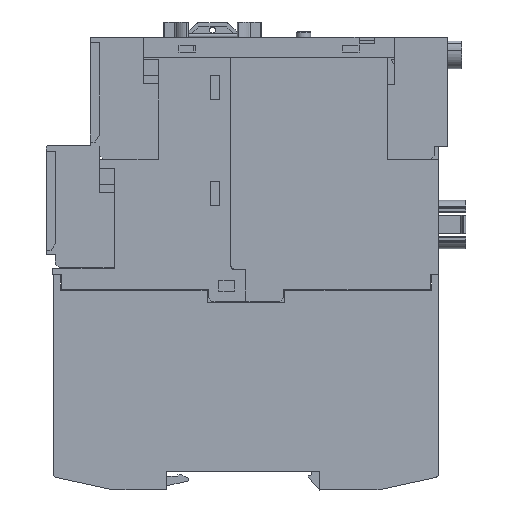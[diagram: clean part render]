
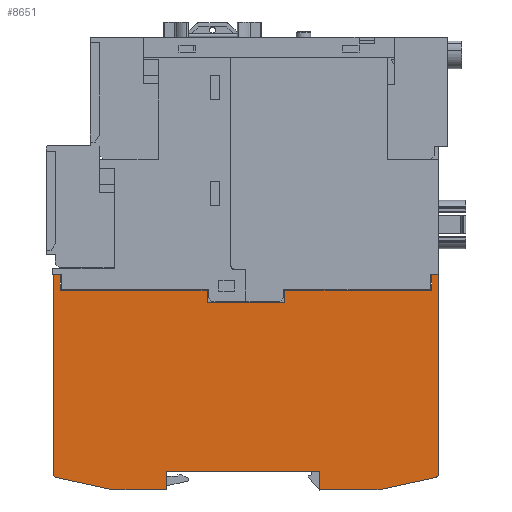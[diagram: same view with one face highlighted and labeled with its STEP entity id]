
A CAD part, left-side view. The second image highlights one B-rep face of the part: STEP entity #8651.
In plain terms, the highlighted planar face has unit normal (-1, 0, 0).
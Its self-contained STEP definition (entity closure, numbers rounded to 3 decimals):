
#8651=ADVANCED_FACE('',(#17948),#17949,.F.);
#17948=FACE_OUTER_BOUND('',#27760,.T.);
#17949=PLANE('',#27761);
#27760=EDGE_LOOP('',(#55620,#55621,#55622,#55623,#55624,#55625,#55626,#55627,#55628,#55629,#55630,#55631,#55632,#55633,#55634,#55635,#55636,#55637,#55638,#55639,#55640,#55641,#55642,#55643));
#27761=AXIS2_PLACEMENT_3D('',#55644,#55645,#55646);
#55620=ORIENTED_EDGE('',*,*,#68635,.T.);
#55621=ORIENTED_EDGE('',*,*,#68592,.T.);
#55622=ORIENTED_EDGE('',*,*,#70295,.T.);
#55623=ORIENTED_EDGE('',*,*,#70296,.T.);
#55624=ORIENTED_EDGE('',*,*,#70297,.T.);
#55625=ORIENTED_EDGE('',*,*,#70298,.T.);
#55626=ORIENTED_EDGE('',*,*,#70299,.T.);
#55627=ORIENTED_EDGE('',*,*,#70300,.T.);
#55628=ORIENTED_EDGE('',*,*,#70301,.T.);
#55629=ORIENTED_EDGE('',*,*,#70302,.T.);
#55630=ORIENTED_EDGE('',*,*,#70303,.T.);
#55631=ORIENTED_EDGE('',*,*,#70304,.T.);
#55632=ORIENTED_EDGE('',*,*,#70305,.T.);
#55633=ORIENTED_EDGE('',*,*,#70306,.F.);
#55634=ORIENTED_EDGE('',*,*,#70307,.T.);
#55635=ORIENTED_EDGE('',*,*,#70308,.T.);
#55636=ORIENTED_EDGE('',*,*,#70309,.T.);
#55637=ORIENTED_EDGE('',*,*,#70310,.T.);
#55638=ORIENTED_EDGE('',*,*,#70311,.T.);
#55639=ORIENTED_EDGE('',*,*,#70312,.T.);
#55640=ORIENTED_EDGE('',*,*,#70313,.T.);
#55641=ORIENTED_EDGE('',*,*,#70314,.F.);
#55642=ORIENTED_EDGE('',*,*,#70315,.T.);
#55643=ORIENTED_EDGE('',*,*,#70291,.T.);
#55644=CARTESIAN_POINT('',(0.1,58.272,28.736));
#55645=DIRECTION('',(1.0,0.0,0.0));
#55646=DIRECTION('',(0.0,0.0,-1.0));
#68592=EDGE_CURVE('',#85065,#85063,#85066,.T.);
#68635=EDGE_CURVE('',#85134,#85065,#85135,.T.);
#70291=EDGE_CURVE('',#87583,#85134,#87584,.T.);
#70295=EDGE_CURVE('',#85063,#87589,#87590,.T.);
#70296=EDGE_CURVE('',#87589,#87591,#87592,.T.);
#70297=EDGE_CURVE('',#87591,#87593,#87594,.T.);
#70298=EDGE_CURVE('',#87593,#87595,#87596,.T.);
#70299=EDGE_CURVE('',#87595,#87597,#87598,.T.);
#70300=EDGE_CURVE('',#87597,#87599,#87600,.T.);
#70301=EDGE_CURVE('',#87599,#87601,#87602,.T.);
#70302=EDGE_CURVE('',#87601,#87603,#87604,.T.);
#70303=EDGE_CURVE('',#87603,#87605,#87606,.T.);
#70304=EDGE_CURVE('',#87605,#87607,#87608,.T.);
#70305=EDGE_CURVE('',#87607,#87609,#87610,.T.);
#70306=EDGE_CURVE('',#87611,#87609,#87612,.T.);
#70307=EDGE_CURVE('',#87611,#87613,#87614,.T.);
#70308=EDGE_CURVE('',#87613,#87615,#87616,.T.);
#70309=EDGE_CURVE('',#87615,#87617,#87618,.T.);
#70310=EDGE_CURVE('',#87617,#87619,#87620,.T.);
#70311=EDGE_CURVE('',#87619,#87621,#87622,.T.);
#70312=EDGE_CURVE('',#87621,#87623,#87624,.T.);
#70313=EDGE_CURVE('',#87623,#87625,#87626,.T.);
#70314=EDGE_CURVE('',#87627,#87625,#87628,.T.);
#70315=EDGE_CURVE('',#87627,#87583,#87629,.T.);
#85063=VERTEX_POINT('',#108964);
#85065=VERTEX_POINT('',#108967);
#85066=LINE('',#108968,#108969);
#85134=VERTEX_POINT('',#109064);
#85135=LINE('',#109065,#109066);
#87583=VERTEX_POINT('',#112540);
#87584=LINE('',#112541,#112542);
#87589=VERTEX_POINT('',#112549);
#87590=LINE('',#112550,#112551);
#87591=VERTEX_POINT('',#112552);
#87592=LINE('',#112553,#112554);
#87593=VERTEX_POINT('',#112555);
#87594=LINE('',#112556,#112557);
#87595=VERTEX_POINT('',#112558);
#87596=LINE('',#112559,#112560);
#87597=VERTEX_POINT('',#112561);
#87598=LINE('',#112562,#112563);
#87599=VERTEX_POINT('',#112564);
#87600=LINE('',#112565,#112566);
#87601=VERTEX_POINT('',#112567);
#87602=LINE('',#112568,#112569);
#87603=VERTEX_POINT('',#112570);
#87604=LINE('',#112571,#112572);
#87605=VERTEX_POINT('',#112573);
#87606=LINE('',#112574,#112575);
#87607=VERTEX_POINT('',#112576);
#87608=LINE('',#112577,#112578);
#87609=VERTEX_POINT('',#112579);
#87610=LINE('',#112580,#112581);
#87611=VERTEX_POINT('',#112582);
#87612=CIRCLE('',#112583,0.8);
#87613=VERTEX_POINT('',#112584);
#87614=LINE('',#112585,#112586);
#87615=VERTEX_POINT('',#112587);
#87616=LINE('',#112588,#112589);
#87617=VERTEX_POINT('',#112590);
#87618=LINE('',#112591,#112592);
#87619=VERTEX_POINT('',#112593);
#87620=LINE('',#112594,#112595);
#87621=VERTEX_POINT('',#112596);
#87622=LINE('',#112597,#112598);
#87623=VERTEX_POINT('',#112599);
#87624=LINE('',#112600,#112601);
#87625=VERTEX_POINT('',#112602);
#87626=LINE('',#112603,#112604);
#87627=VERTEX_POINT('',#112605);
#87628=CIRCLE('',#112606,0.8);
#87629=LINE('',#112607,#112608);
#108964=CARTESIAN_POINT('',(0.1,8.7,57.15));
#108967=CARTESIAN_POINT('',(0.1,7.3,57.15));
#108968=CARTESIAN_POINT('',(0.1,33.299,57.15));
#108969=VECTOR('',#124137,1.0);
#109064=CARTESIAN_POINT('',(0.1,7.3,57.2));
#109065=CARTESIAN_POINT('',(0.1,7.3,55.043));
#109066=VECTOR('',#124192,1.0);
#112540=CARTESIAN_POINT('',(0.1,7.25,57.2));
#112541=CARTESIAN_POINT('',(0.1,7.25,57.2));
#112542=VECTOR('',#125798,1.0);
#112549=CARTESIAN_POINT('',(0.1,9.05,56.8));
#112550=CARTESIAN_POINT('',(0.1,8.65,57.2));
#112551=VECTOR('',#125801,1.0);
#112552=CARTESIAN_POINT('',(0.1,9.05,52.9));
#112553=CARTESIAN_POINT('',(0.1,9.05,56.8));
#112554=VECTOR('',#125802,1.0);
#112555=CARTESIAN_POINT('',(0.1,47.95,52.9));
#112556=CARTESIAN_POINT('',(0.1,9.05,52.9));
#112557=VECTOR('',#125803,1.0);
#112558=CARTESIAN_POINT('',(0.1,47.95,49.7));
#112559=CARTESIAN_POINT('',(0.1,47.95,52.9));
#112560=VECTOR('',#125804,1.0);
#112561=CARTESIAN_POINT('',(0.1,68.55,49.7));
#112562=CARTESIAN_POINT('',(0.1,47.95,49.7));
#112563=VECTOR('',#125805,1.0);
#112564=CARTESIAN_POINT('',(0.1,68.55,52.9));
#112565=CARTESIAN_POINT('',(0.1,68.55,49.7));
#112566=VECTOR('',#125806,1.0);
#112567=CARTESIAN_POINT('',(0.1,107.45,52.9));
#112568=CARTESIAN_POINT('',(0.1,68.55,52.9));
#112569=VECTOR('',#125807,1.0);
#112570=CARTESIAN_POINT('',(0.1,107.45,56.8));
#112571=CARTESIAN_POINT('',(0.1,107.45,52.9));
#112572=VECTOR('',#125808,1.0);
#112573=CARTESIAN_POINT('',(0.1,107.85,57.2));
#112574=CARTESIAN_POINT('',(0.1,107.45,56.8));
#112575=VECTOR('',#125809,1.0);
#112576=CARTESIAN_POINT('',(0.1,109.25,57.2));
#112577=CARTESIAN_POINT('',(0.1,107.85,57.2));
#112578=VECTOR('',#125810,1.0);
#112579=CARTESIAN_POINT('',(0.1,109.25,4.144));
#112580=CARTESIAN_POINT('',(0.1,109.25,57.2));
#112581=VECTOR('',#125811,1.0);
#112582=CARTESIAN_POINT('',(0.1,108.621,3.362));
#112583=AXIS2_PLACEMENT_3D('',#125812,#125813,#125814);
#112584=CARTESIAN_POINT('',(0.1,93.25,0.));
#112585=CARTESIAN_POINT('',(0.1,108.621,3.362));
#112586=VECTOR('',#125815,1.0);
#112587=CARTESIAN_POINT('',(0.1,79.25,0.));
#112588=CARTESIAN_POINT('',(0.1,93.25,0.));
#112589=VECTOR('',#125816,1.0);
#112590=CARTESIAN_POINT('',(0.1,79.25,5.));
#112591=CARTESIAN_POINT('',(0.1,79.25,0.));
#112592=VECTOR('',#125817,1.0);
#112593=CARTESIAN_POINT('',(0.1,38.75,5.));
#112594=CARTESIAN_POINT('',(0.1,79.25,5.));
#112595=VECTOR('',#125818,1.0);
#112596=CARTESIAN_POINT('',(0.1,38.75,0.));
#112597=CARTESIAN_POINT('',(0.1,38.75,5.));
#112598=VECTOR('',#125819,1.0);
#112599=CARTESIAN_POINT('',(0.1,23.25,0.));
#112600=CARTESIAN_POINT('',(0.1,38.75,0.));
#112601=VECTOR('',#125820,1.0);
#112602=CARTESIAN_POINT('',(0.1,7.879,3.362));
#112603=CARTESIAN_POINT('',(0.1,23.25,0.));
#112604=VECTOR('',#125821,1.0);
#112605=CARTESIAN_POINT('',(0.1,7.25,4.144));
#112606=AXIS2_PLACEMENT_3D('',#125822,#125823,#125824);
#112607=CARTESIAN_POINT('',(0.1,7.25,4.144));
#112608=VECTOR('',#125825,1.0);
#124137=DIRECTION('',(0.0,1.0,0.0));
#124192=DIRECTION('',(0.0,0.0,-1.0));
#125798=DIRECTION('',(0.0,1.0,0.0));
#125801=DIRECTION('',(0.0,0.707,-0.707));
#125802=DIRECTION('',(0.0,0.0,-1.0));
#125803=DIRECTION('',(0.0,1.0,0.0));
#125804=DIRECTION('',(0.0,0.0,-1.0));
#125805=DIRECTION('',(0.0,1.0,0.0));
#125806=DIRECTION('',(0.0,0.0,1.0));
#125807=DIRECTION('',(0.0,1.0,0.0));
#125808=DIRECTION('',(0.0,0.0,1.0));
#125809=DIRECTION('',(0.0,0.707,0.707));
#125810=DIRECTION('',(0.0,1.0,0.0));
#125811=DIRECTION('',(0.0,0.0,-1.0));
#125812=CARTESIAN_POINT('',(0.1,108.45,4.144));
#125813=DIRECTION('',(1.0,0.0,0.0));
#125814=DIRECTION('',(0.0,0.214,-0.977));
#125815=DIRECTION('',(0.0,-0.977,-0.214));
#125816=DIRECTION('',(0.0,-1.0,0.0));
#125817=DIRECTION('',(0.0,0.0,1.0));
#125818=DIRECTION('',(0.0,-1.0,0.0));
#125819=DIRECTION('',(0.0,0.0,-1.0));
#125820=DIRECTION('',(0.0,-1.0,0.0));
#125821=DIRECTION('',(0.0,-0.977,0.214));
#125822=CARTESIAN_POINT('',(0.1,8.05,4.144));
#125823=DIRECTION('',(1.0,0.0,0.0));
#125824=DIRECTION('',(0.0,-1.0,0.));
#125825=DIRECTION('',(0.0,0.0,1.0));
